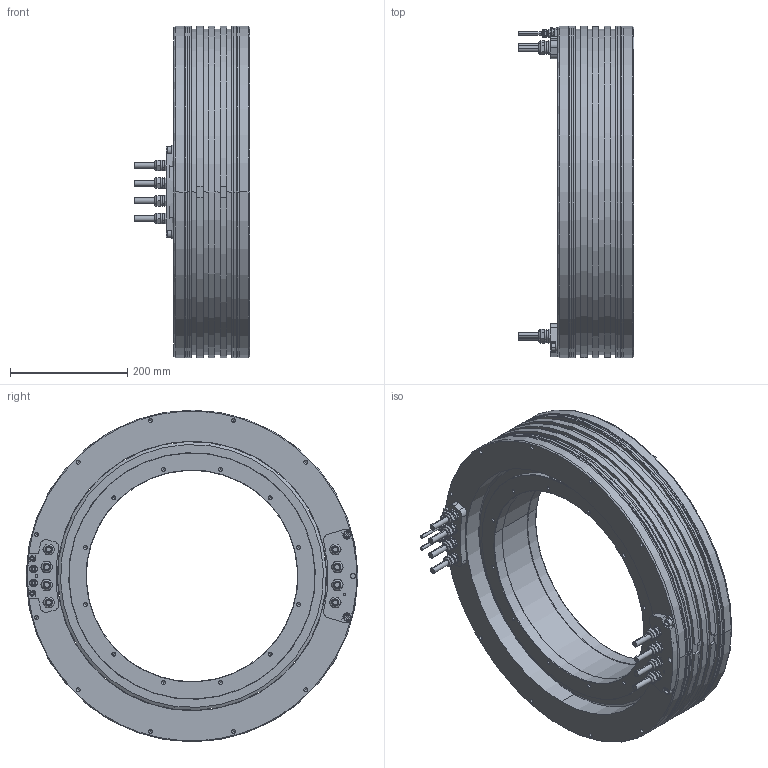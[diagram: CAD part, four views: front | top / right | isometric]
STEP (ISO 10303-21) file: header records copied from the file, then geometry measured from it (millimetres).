
FILE_DESCRIPTION((''),'2;1');
FILE_NAME('0530-070-3UPN','2020-04-20T07:44:02',('CH5533'),(''),'CREO PARAMETRIC BY PTC INC, 2019164','CREO PARAMETRIC BY PTC INC, 2019164','');
FILE_SCHEMA(('AUTOMOTIVE_DESIGN { 1 0 10303 214 1 1 1 1 }'));
Length unit declared in the file: millimetre
Products named in the file (1): 0530-070-3UPN
Bounding box: 197 x 565 x 565 mm (x, y, z)
Volume: 17330268.4 mm3; surface area: 1211674.5 mm2
Topology: 4 solids, 28 shells, 1220 faces, 2820 edges, 1698 vertices
Faces by surface type: cylinder 488, plane 442, cone 230, torus 52, revolution 8
Entity records: 36927 total; most frequent: DIRECTION 6472, CARTESIAN_POINT 5995, ORIENTED_EDGE 5424, EDGE_CURVE 2712, AXIS2_PLACEMENT_3D 2560, VERTEX_POINT 1698, EDGE_LOOP 1418, VECTOR 1341
